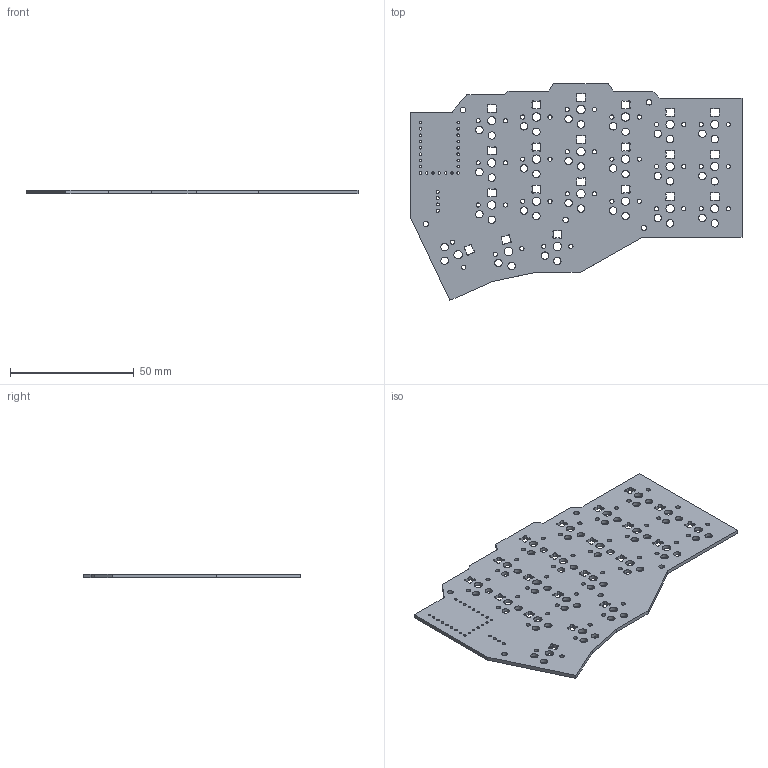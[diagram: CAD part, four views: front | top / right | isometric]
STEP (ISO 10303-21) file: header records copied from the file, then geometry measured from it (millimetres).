
FILE_DESCRIPTION(('KiCad electronic assembly'),'2;1');
FILE_NAME('moon_knight_v1_right.step','2025-11-02T21:30:20',('Pcbnew'),( 'Kicad'),'Open CASCADE STEP processor 7.8','KiCad to STEP converter' ,'Unknown');
FILE_SCHEMA(('AUTOMOTIVE_DESIGN { 1 0 10303 214 1 1 1 1 }'));
Length unit declared in the file: millimetre
Products named in the file (2): moon_knight_v1_right 1; moon_knight_v1_right_PCB
Assembly tree (1 placements, depth 2):
  moon_knight_v1_right 1
    moon_knight_v1_right_PCB
Bounding box: 134 x 87.51 x 1.51 mm (x, y, z)
Volume: 12157.7 mm3; surface area: 18581.7 mm2
Topology: 1 solids, 1 shells, 496 faces, 1482 edges, 988 vertices
Faces by surface type: cylinder 389, plane 107
Full cylindrical faces by diameter (mm): 1 x23, 1.2 x4, 1.7 x42, 2.2 x5, 3 x42, 3.4 x21
Entity records: 17773 total; most frequent: DIRECTION 3256, CARTESIAN_POINT 2968, ORIENTED_EDGE 2964, EDGE_CURVE 1482, AXIS2_PLACEMENT_3D 1276, VERTEX_POINT 988, FACE_BOUND 812, EDGE_LOOP 812
